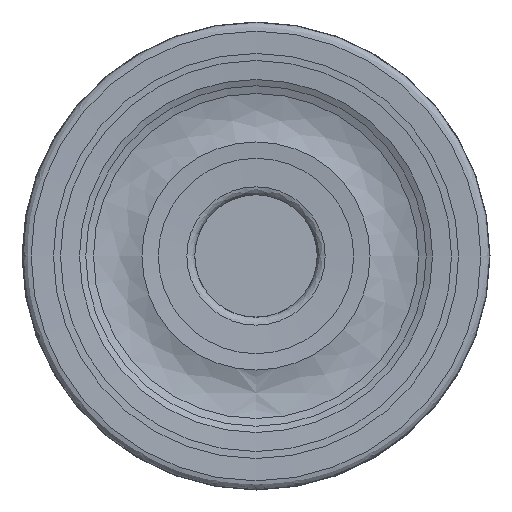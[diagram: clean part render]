
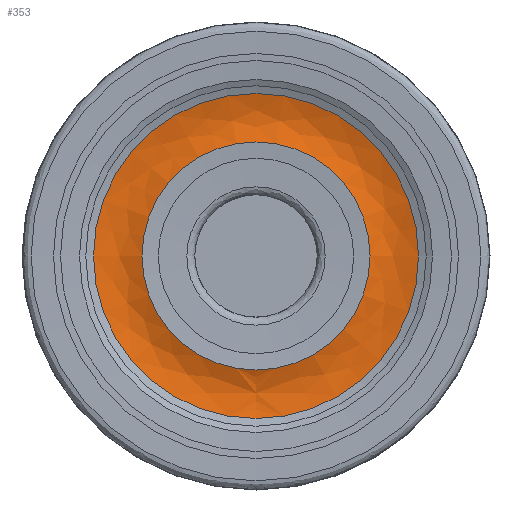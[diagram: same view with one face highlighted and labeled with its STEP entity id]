
A CAD part, left-side view. The second image highlights one B-rep face of the part: STEP entity #353.
In plain terms, the highlighted face is a revolution surface.
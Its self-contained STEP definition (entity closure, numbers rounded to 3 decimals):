
#27=(
BOUNDED_CURVE()
B_SPLINE_CURVE(3,(#1061,#1062,#1063,#1064),.UNSPECIFIED.,.F.,.F.)
B_SPLINE_CURVE_WITH_KNOTS((4,4),(0.,1.),.UNSPECIFIED.)
CURVE()
GEOMETRIC_REPRESENTATION_ITEM()
RATIONAL_B_SPLINE_CURVE((0.523,0.492,0.492,
0.523))
REPRESENTATION_ITEM('')
);
#46=SURFACE_OF_REVOLUTION('',#27,#66);
#66=AXIS1_PLACEMENT('',#1065,#860);
#306=FACE_BOUND('',#435,.T.);
#307=FACE_BOUND('',#436,.T.);
#353=ADVANCED_FACE('',(#306,#307),#46,.T.);
#435=EDGE_LOOP('',(#517));
#436=EDGE_LOOP('',(#518));
#517=ORIENTED_EDGE('',*,*,#605,.F.);
#518=ORIENTED_EDGE('',*,*,#604,.T.);
#563=VERTEX_POINT('',#1057);
#564=VERTEX_POINT('',#1060);
#604=EDGE_CURVE('',#563,#563,#645,.T.);
#605=EDGE_CURVE('',#564,#564,#646,.T.);
#645=CIRCLE('',#711,4.387);
#646=CIRCLE('',#713,6.25);
#711=AXIS2_PLACEMENT_3D('',#1056,#854,#855);
#713=AXIS2_PLACEMENT_3D('',#1059,#858,#859);
#854=DIRECTION('',(1.,0.,0.));
#855=DIRECTION('',(0.,0.,-1.));
#858=DIRECTION('',(1.,0.,0.));
#859=DIRECTION('',(0.,0.,-1.));
#860=DIRECTION('',(1.,0.,0.));
#1056=CARTESIAN_POINT('',(0.326,0.,0.));
#1057=CARTESIAN_POINT('',(0.326,0.,-4.387));
#1059=CARTESIAN_POINT('',(0.368,0.,0.));
#1060=CARTESIAN_POINT('',(0.368,0.,-6.25));
#1061=CARTESIAN_POINT('',(0.326,-4.387,0.));
#1062=CARTESIAN_POINT('',(0.588,-4.929,0.));
#1063=CARTESIAN_POINT('',(0.602,-5.589,0.));
#1064=CARTESIAN_POINT('',(0.368,-6.25,0.));
#1065=CARTESIAN_POINT('',(0.,0.,0.));
